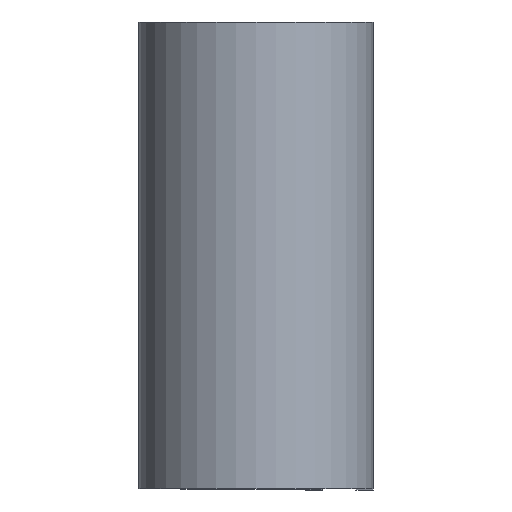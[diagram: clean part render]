
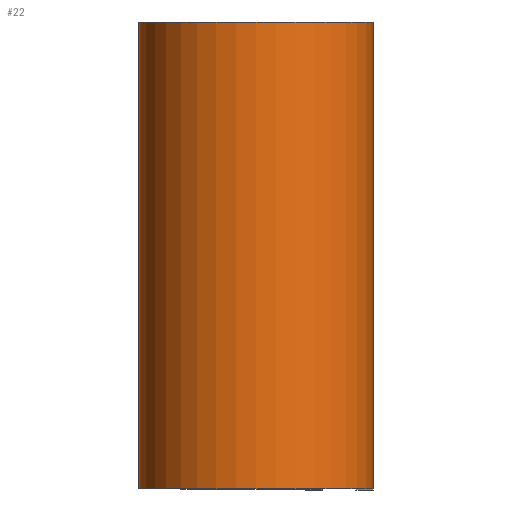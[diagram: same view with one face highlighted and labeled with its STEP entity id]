
A CAD part, top view. The second image highlights one B-rep face of the part: STEP entity #22.
In plain terms, the highlighted cylindrical face has radius 5.575 mm (diameter 11.151 mm), a partial arc.
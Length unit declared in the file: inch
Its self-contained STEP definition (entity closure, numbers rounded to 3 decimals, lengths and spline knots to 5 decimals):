
#22 = ADVANCED_FACE ( 'NONE', ( #136 ), #376, .T. ) ;
#28 = ORIENTED_EDGE ( 'NONE', *, *, #314, .F. ) ;
#30 = EDGE_CURVE ( 'NONE', #126, #209, #504, .T. ) ;
#91 = DIRECTION ( 'NONE',  ( 0., -1., 0. ) ) ;
#126 = VERTEX_POINT ( 'NONE', #186 ) ;
#129 = EDGE_LOOP ( 'NONE', ( #502, #505, #28, #490 ) ) ;
#136 = FACE_OUTER_BOUND ( 'NONE', #129, .T. ) ;
#147 = DIRECTION ( 'NONE',  ( 0., 1., 0. ) ) ;
#161 = DIRECTION ( 'NONE',  ( 1., 0., 0. ) ) ;
#162 = DIRECTION ( 'NONE',  ( 0., 1., 0. ) ) ;
#165 = VERTEX_POINT ( 'NONE', #610 ) ;
#173 = CARTESIAN_POINT ( 'NONE',  ( 0., 0.4375, 0. ) ) ;
#174 = CARTESIAN_POINT ( 'NONE',  ( 0.2195, 0.4375, 0. ) ) ;
#176 = AXIS2_PLACEMENT_3D ( 'NONE', #382, #147, #309 ) ;
#186 = CARTESIAN_POINT ( 'NONE',  ( 0., -0.4375, -0.2195 ) ) ;
#209 = VERTEX_POINT ( 'NONE', #307 ) ;
#212 = AXIS2_PLACEMENT_3D ( 'NONE', #297, #429, #293 ) ;
#293 = DIRECTION ( 'NONE',  ( 0., 0., -1. ) ) ;
#297 = CARTESIAN_POINT ( 'NONE',  ( 0., 0.4375, 0. ) ) ;
#305 = VECTOR ( 'NONE', #91, 39.37008 ) ;
#307 = CARTESIAN_POINT ( 'NONE',  ( 0.2195, -0.4375, 0. ) ) ;
#309 = DIRECTION ( 'NONE',  ( 1., 0., 0. ) ) ;
#314 = EDGE_CURVE ( 'NONE', #467, #165, #385, .T. ) ;
#353 = LINE ( 'NONE', #174, #305 ) ;
#376 = CYLINDRICAL_SURFACE ( 'NONE', #212, 0.2195 ) ;
#382 = CARTESIAN_POINT ( 'NONE',  ( 0., -0.4375, 0. ) ) ;
#385 = CIRCLE ( 'NONE', #631, 0.2195 ) ;
#429 = DIRECTION ( 'NONE',  ( 0., -1., 0. ) ) ;
#444 = EDGE_CURVE ( 'NONE', #165, #209, #353, .T. ) ;
#467 = VERTEX_POINT ( 'NONE', #620 ) ;
#478 = CARTESIAN_POINT ( 'NONE',  ( 0., 0.4375, -0.2195 ) ) ;
#481 = DIRECTION ( 'NONE',  ( 0., -1., 0. ) ) ;
#490 = ORIENTED_EDGE ( 'NONE', *, *, #510, .T. ) ;
#498 = VECTOR ( 'NONE', #481, 39.37008 ) ;
#502 = ORIENTED_EDGE ( 'NONE', *, *, #30, .T. ) ;
#504 = CIRCLE ( 'NONE', #176, 0.2195 ) ;
#505 = ORIENTED_EDGE ( 'NONE', *, *, #444, .F. ) ;
#510 = EDGE_CURVE ( 'NONE', #467, #126, #514, .T. ) ;
#514 = LINE ( 'NONE', #478, #498 ) ;
#610 = CARTESIAN_POINT ( 'NONE',  ( 0.2195, 0.4375, 0. ) ) ;
#620 = CARTESIAN_POINT ( 'NONE',  ( 0., 0.4375, -0.2195 ) ) ;
#631 = AXIS2_PLACEMENT_3D ( 'NONE', #173, #162, #161 ) ;
